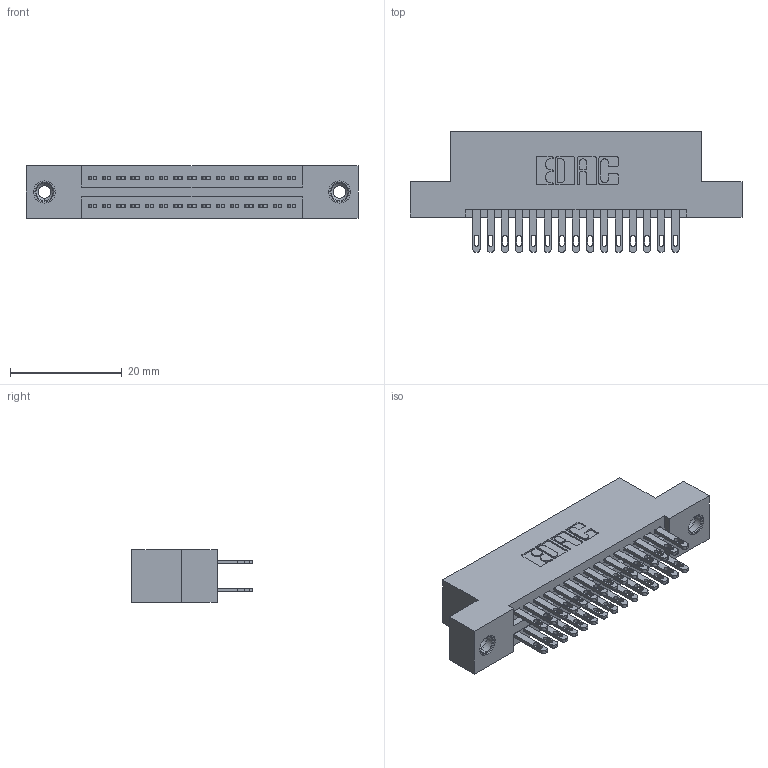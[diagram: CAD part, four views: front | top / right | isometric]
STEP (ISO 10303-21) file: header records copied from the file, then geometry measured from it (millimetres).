
FILE_DESCRIPTION (( 'STEP AP203' ), '1' );
FILE_NAME ('895-030-500-208.STEP', '2020-09-25T17:38:06', ( '' ), ( '' ), 'SwSTEP 2.0', 'SolidWorks 2020', '' );
FILE_SCHEMA (( 'CONFIG_CONTROL_DESIGN' ));
Length unit declared in the file: inch
Products named in the file (4): 345-292-001_345-293-100; 895-030-500-208; 845 Part_Flush Mounting Lugs - 0.156 Dia-TI; 345-250-001_345-250-003-102
Assembly tree (33 placements, depth 2):
  895-030-500-208
    845 Part_Flush Mounting Lugs - 0.156 Dia-TI
    345-292-001_345-293-100  x30
    345-250-001_345-250-003-102  x2
Bounding box: 59.31 x 21.51 x 9.4 mm (x, y, z)
Volume: 5595.9 mm3; surface area: 8068.1 mm2
Topology: 33 solids, 33 shells, 1566 faces, 4707 edges, 3130 vertices
Faces by surface type: plane 922, cylinder 628, cone 12, torus 4
Entity records: 16520 total; most frequent: CARTESIAN_POINT 2775, ORIENTED_EDGE 2702, DIRECTION 2509, EDGE_CURVE 1351, VECTOR 1135, LINE 1135, VERTEX_POINT 896, AXIS2_PLACEMENT_3D 687
